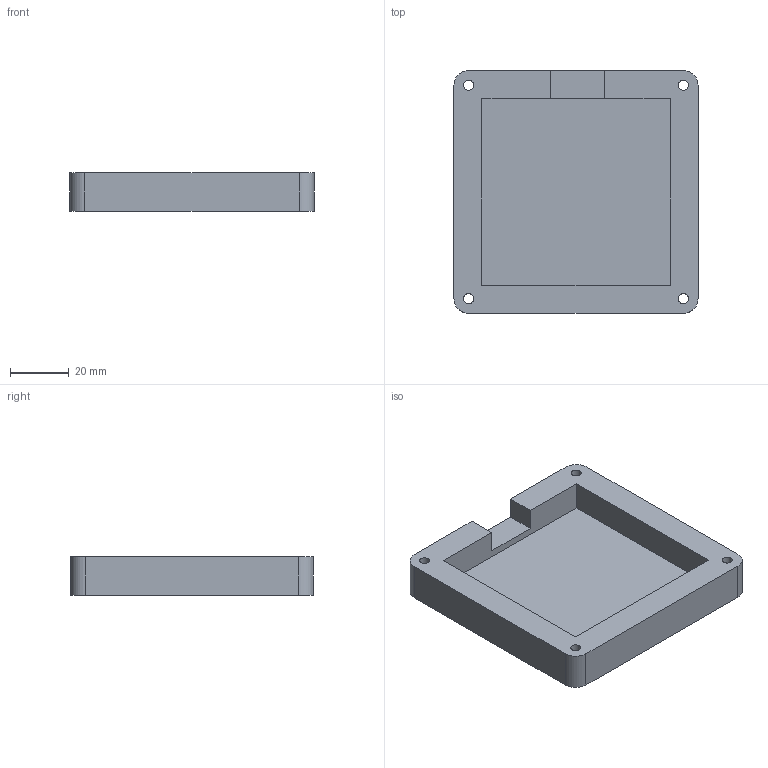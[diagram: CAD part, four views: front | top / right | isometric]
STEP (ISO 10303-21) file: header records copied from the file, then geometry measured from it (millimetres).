
FILE_DESCRIPTION(/* description */ (''),/* implementation_level */ '2;1');
FILE_NAME(/* name */ 'Blueprint_Botton_Case.step',/* time_stamp */ '2025-12-01T06:27:59-05:00',/* author */ (''),/* organization */ (''),/* preprocessor_version */ 'ST-DEVELOPER v20.1',/* originating_system */ 'Autodesk Translation Framework v14.21.0.0',/* authorisation */ '');
FILE_SCHEMA (('AUTOMOTIVE_DESIGN { 1 0 10303 214 3 1 1 }'));
Length unit declared in the file: millimetre
Products named in the file (2): 2025-12-01-05-11-33-338; 2025-12-01-05-11-56-409
Bounding box: 82.92 x 82.51 x 13 mm (x, y, z)
Volume: 46040 mm3; surface area: 20850 mm2
Topology: 1 solids, 1 shells, 386 faces, 1074 edges, 716 vertices
Faces by surface type: bspline 242, plane 132, cylinder 12
Full cylindrical faces by diameter (mm): 3.4 x4, 6 x4
Entity records: 14611 total; most frequent: CARTESIAN_POINT 6293, ORIENTED_EDGE 2148, EDGE_CURVE 1074, DIRECTION 908, VERTEX_POINT 716, LINE 566, VECTOR 566, B_SPLINE_CURVE_WITH_KNOTS 484
